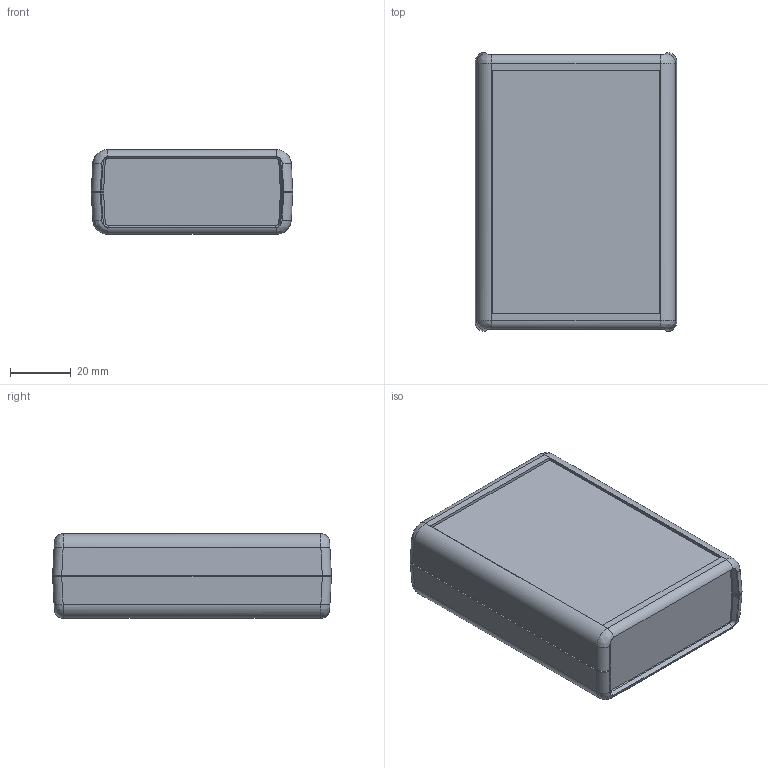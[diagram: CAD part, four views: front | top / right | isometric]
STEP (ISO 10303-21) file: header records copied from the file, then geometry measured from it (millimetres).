
FILE_DESCRIPTION (( 'STEP AP214' ), '1' );
FILE_NAME ('G521G-2$.STEP', '2013-07-08T03:11:42', ( 'NEF User' ), ( 'NEF User' ), 'SwSTEP 2.0', 'SolidWorks 2012', '' );
FILE_SCHEMA (( 'AUTOMOTIVE_DESIGN' ));
Products named in the file (1): G521G-2$
Bounding box: 66.5 x 92 x 28 mm (x, y, z)
Volume: 44213.2 mm3; surface area: 43953.1 mm2
Topology: 4 solids, 4 shells, 2826 faces, 6934 edges, 4213 vertices
Faces by surface type: cylinder 1269, plane 1250, bspline 255, cone 52
Entity records: 93099 total; most frequent: CARTESIAN_POINT 31406, ORIENTED_EDGE 13860, DIRECTION 11039, EDGE_CURVE 6930, VECTOR 4527, LINE 4527, VERTEX_POINT 4213, AXIS2_PLACEMENT_3D 3256
